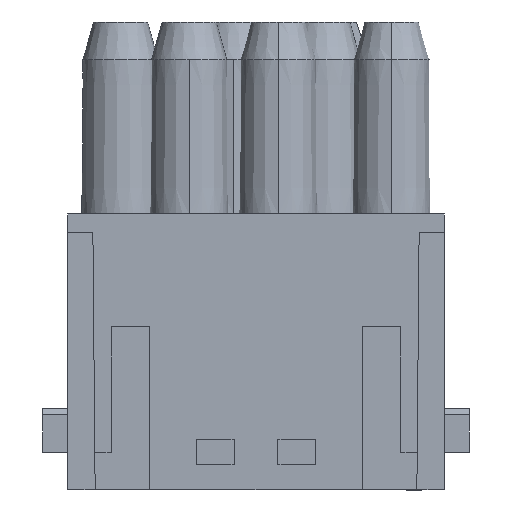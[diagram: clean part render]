
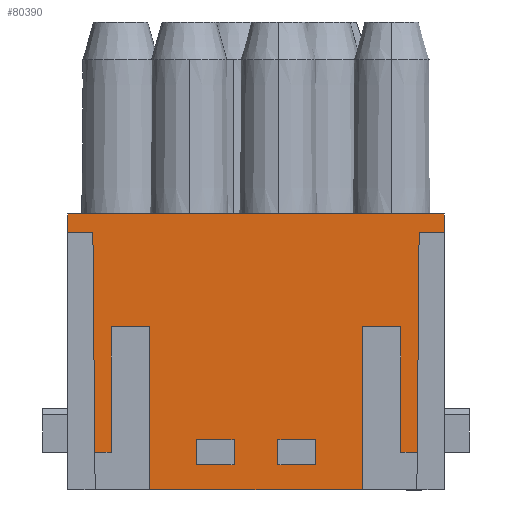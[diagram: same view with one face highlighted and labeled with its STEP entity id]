
A CAD part, left-side view. The second image highlights one B-rep face of the part: STEP entity #80390.
In plain terms, the highlighted face is planar.
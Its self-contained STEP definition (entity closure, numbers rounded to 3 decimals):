
#1520=CARTESIAN_POINT('',(56.038,33.557,
-8.55));
#1530=VERTEX_POINT('',#1520);
#1700=CARTESIAN_POINT('',(56.038,33.557,
-5.45));
#1710=VERTEX_POINT('',#1700);
#1740=CARTESIAN_POINT('',(56.038,33.557,0.));
#1750=DIRECTION('',(0.,0.,1.));
#1760=VECTOR('',#1750,1.);
#1770=LINE('',#1740,#1760);
#1780=EDGE_CURVE('',#1530,#1710,#1770,.T.);
#3820=CARTESIAN_POINT('',(56.038,42.557,-2.))
;
#3830=VERTEX_POINT('',#3820);
#3860=CARTESIAN_POINT('',(56.038,0.,-2.));
#3870=DIRECTION('',(0.,-1.,0.));
#3880=VECTOR('',#3870,1.);
#3890=LINE('',#3860,#3880);
#3900=CARTESIAN_POINT('',(56.038,41.057,-2.))
;
#3910=VERTEX_POINT('',#3900);
#3920=EDGE_CURVE('',#3830,#3910,#3890,.T.);
#12050=CARTESIAN_POINT('',(56.038,23.557,-5.45)
);
#12060=VERTEX_POINT('',#12050);
#12090=CARTESIAN_POINT('',(56.038,0.,-5.45));
#12100=DIRECTION('',(0.,1.,0.));
#12110=VECTOR('',#12100,1.);
#12120=LINE('',#12090,#12110);
#12130=EDGE_CURVE('',#12060,#1710,#12120,.T.);
#13020=CARTESIAN_POINT('',(56.038,41.057,-32.));
#13030=VERTEX_POINT('',#13020);
#13060=CARTESIAN_POINT('',(56.038,0.,-32.));
#13070=DIRECTION('',(0.,1.,0.));
#13080=VECTOR('',#13070,1.);
#13090=LINE('',#13060,#13080);
#13100=CARTESIAN_POINT('',(56.038,42.557,-32.));
#13110=VERTEX_POINT('',#13100);
#13120=EDGE_CURVE('',#13030,#13110,#13090,.T.);
#19860=CARTESIAN_POINT('',(56.038,23.557,-4.153))
;
#19870=VERTEX_POINT('',#19860);
#20180=CARTESIAN_POINT('',(56.038,41.057,-4.)
);
#20190=VERTEX_POINT('',#20180);
#20220=CARTESIAN_POINT('',(56.038,0.,-4.358));
#20230=DIRECTION('',(0.,1.,0.009));
#20240=VECTOR('',#20230,1.);
#20250=LINE('',#20220,#20240);
#20260=EDGE_CURVE('',#19870,#20190,#20250,.T.);
#23500=CARTESIAN_POINT('',(56.038,41.057,0.));
#23510=DIRECTION('',(0.,0.,-1.));
#23520=VECTOR('',#23510,1.);
#23530=LINE('',#23500,#23520);
#23540=EDGE_CURVE('',#3910,#20190,#23530,.T.);
#33300=CARTESIAN_POINT('',(56.038,22.557,-12.25));
#33310=VERTEX_POINT('',#33300);
#33340=CARTESIAN_POINT('',(56.038,0.,-12.25));
#33350=DIRECTION('',(0.,1.,0.));
#33360=VECTOR('',#33350,1.);
#33370=LINE('',#33340,#33360);
#33380=CARTESIAN_POINT('',(56.038,24.557,-12.25));
#33390=VERTEX_POINT('',#33380);
#33400=EDGE_CURVE('',#33310,#33390,#33370,.T.);
#54770=CARTESIAN_POINT('',(56.038,42.557,0.));
#54780=DIRECTION('',(0.,0.,1.));
#54790=VECTOR('',#54780,1.);
#54800=LINE('',#54770,#54790);
#54810=EDGE_CURVE('',#13110,#3830,#54800,.T.);
#56780=CARTESIAN_POINT('',(56.038,24.557,-15.25));
#56790=VERTEX_POINT('',#56780);
#56820=CARTESIAN_POINT('',(56.038,0.,-15.25));
#56830=DIRECTION('',(0.,-1.,0.));
#56840=VECTOR('',#56830,1.);
#56850=LINE('',#56820,#56840);
#56860=CARTESIAN_POINT('',(56.038,22.557,-15.25));
#56870=VERTEX_POINT('',#56860);
#56880=EDGE_CURVE('',#56790,#56870,#56850,.T.);
#63770=CARTESIAN_POINT('',(56.038,23.557,0.));
#63780=DIRECTION('',(0.,0.,1.));
#63790=VECTOR('',#63780,1.);
#63800=LINE('',#63770,#63790);
#63810=EDGE_CURVE('',#12060,#19870,#63800,.T.);
#65420=CARTESIAN_POINT('',(56.038,20.557,-25.45));
#65430=VERTEX_POINT('',#65420);
#65480=CARTESIAN_POINT('',(56.038,0.,-25.45));
#65490=DIRECTION('',(0.,1.,0.));
#65500=VECTOR('',#65490,1.);
#65510=LINE('',#65480,#65500);
#65520=CARTESIAN_POINT('',(56.038,33.557,-25.45));
#65530=VERTEX_POINT('',#65520);
#65540=EDGE_CURVE('',#65430,#65530,#65510,.T.);
#71900=CARTESIAN_POINT('',(56.038,22.557,0.));
#71910=DIRECTION('',(0.,0.,1.));
#71920=VECTOR('',#71910,1.);
#71930=LINE('',#71900,#71920);
#71940=EDGE_CURVE('',#56870,#33310,#71930,.T.);
#72440=CARTESIAN_POINT('',(56.038,41.057,-30.));
#72450=VERTEX_POINT('',#72440);
#72480=EDGE_CURVE('',#72450,#13030,#23530,.T.);
#72970=CARTESIAN_POINT('',(56.038,33.557,-28.55));
#72980=VERTEX_POINT('',#72970);
#73010=CARTESIAN_POINT('',(56.038,0.,-28.55));
#73020=DIRECTION('',(0.,-1.,0.));
#73030=VECTOR('',#73020,1.);
#73040=LINE('',#73010,#73030);
#73050=CARTESIAN_POINT('',(56.038,23.557,-28.55));
#73060=VERTEX_POINT('',#73050);
#73070=EDGE_CURVE('',#72980,#73060,#73040,.T.);
#74710=CARTESIAN_POINT('',(56.038,20.557,-8.55)
);
#74720=VERTEX_POINT('',#74710);
#74750=CARTESIAN_POINT('',(56.038,20.557,0.));
#74760=DIRECTION('',(0.,0.,1.));
#74770=VECTOR('',#74760,1.);
#74780=LINE('',#74750,#74770);
#74790=EDGE_CURVE('',#65430,#74720,#74780,.T.);
#75320=EDGE_CURVE('',#72980,#65530,#1770,.T.);
#79020=CARTESIAN_POINT('',(56.038,24.557,0.));
#79030=DIRECTION('',(0.,0.,-1.));
#79040=VECTOR('',#79030,1.);
#79050=LINE('',#79020,#79040);
#79060=EDGE_CURVE('',#33390,#56790,#79050,.T.);
#79300=CARTESIAN_POINT('',(56.038,22.557,-18.75));
#79310=VERTEX_POINT('',#79300);
#79340=CARTESIAN_POINT('',(56.038,0.,-18.75));
#79350=DIRECTION('',(0.,1.,0.));
#79360=VECTOR('',#79350,1.);
#79370=LINE('',#79340,#79360);
#79380=CARTESIAN_POINT('',(56.038,24.557,-18.75));
#79390=VERTEX_POINT('',#79380);
#79400=EDGE_CURVE('',#79310,#79390,#79370,.T.);
#79680=CARTESIAN_POINT('',(56.038,23.557,0.));
#79690=DIRECTION('',(1.,0.,0.));
#79700=DIRECTION('',(0.,0.,-1.));
#79710=AXIS2_PLACEMENT_3D('',#79680,#79690,#79700);
#79720=PLANE('',#79710);
#79730=ORIENTED_EDGE('',*,*,#79060,.T.);
#79740=ORIENTED_EDGE('',*,*,#33400,.T.);
#79750=ORIENTED_EDGE('',*,*,#71940,.T.);
#79760=ORIENTED_EDGE('',*,*,#56880,.T.);
#79770=EDGE_LOOP('',(#79760,#79750,#79740,#79730));
#79780=FACE_BOUND('',#79770,.T.);
#79790=ORIENTED_EDGE('',*,*,#79400,.T.);
#79800=CARTESIAN_POINT('',(56.038,22.557,0.));
#79810=DIRECTION('',(0.,0.,1.));
#79820=VECTOR('',#79810,1.);
#79830=LINE('',#79800,#79820);
#79840=CARTESIAN_POINT('',(56.038,22.557,-21.75));
#79850=VERTEX_POINT('',#79840);
#79860=EDGE_CURVE('',#79850,#79310,#79830,.T.);
#79870=ORIENTED_EDGE('',*,*,#79860,.T.);
#79880=CARTESIAN_POINT('',(56.038,0.,-21.75));
#79890=DIRECTION('',(0.,-1.,0.));
#79900=VECTOR('',#79890,1.);
#79910=LINE('',#79880,#79900);
#79920=CARTESIAN_POINT('',(56.038,24.557,-21.75));
#79930=VERTEX_POINT('',#79920);
#79940=EDGE_CURVE('',#79930,#79850,#79910,.T.);
#79950=ORIENTED_EDGE('',*,*,#79940,.T.);
#79960=CARTESIAN_POINT('',(56.038,24.557,0.));
#79970=DIRECTION('',(0.,0.,-1.));
#79980=VECTOR('',#79970,1.);
#79990=LINE('',#79960,#79980);
#80000=EDGE_CURVE('',#79390,#79930,#79990,.T.);
#80010=ORIENTED_EDGE('',*,*,#80000,.T.);
#80020=EDGE_LOOP('',(#80010,#79950,#79870,#79790));
#80030=FACE_BOUND('',#80020,.T.);
#80040=ORIENTED_EDGE('',*,*,#74790,.F.);
#80050=CARTESIAN_POINT('',(56.038,0.,-8.55));
#80060=DIRECTION('',(0.,-1.,0.));
#80070=VECTOR('',#80060,1.);
#80080=LINE('',#80050,#80070);
#80090=EDGE_CURVE('',#1530,#74720,#80080,.T.);
#80100=ORIENTED_EDGE('',*,*,#80090,.T.);
#80110=ORIENTED_EDGE('',*,*,#1780,.F.);
#80120=ORIENTED_EDGE('',*,*,#12130,.T.);
#80130=ORIENTED_EDGE('',*,*,#63810,.F.);
#80140=ORIENTED_EDGE('',*,*,#20260,.F.);
#80150=ORIENTED_EDGE('',*,*,#23540,.T.);
#80160=ORIENTED_EDGE('',*,*,#3920,.T.);
#80170=ORIENTED_EDGE('',*,*,#54810,.T.);
#80180=ORIENTED_EDGE('',*,*,#13120,.T.);
#80190=ORIENTED_EDGE('',*,*,#72480,.T.);
#80200=CARTESIAN_POINT('',(56.038,0.,-29.642));
#80210=DIRECTION('',(0.,-1.,0.009));
#80220=VECTOR('',#80210,1.);
#80230=LINE('',#80200,#80220);
#80240=CARTESIAN_POINT('',(56.038,23.557,-29.847)
);
#80250=VERTEX_POINT('',#80240);
#80260=EDGE_CURVE('',#72450,#80250,#80230,.T.);
#80270=ORIENTED_EDGE('',*,*,#80260,.F.);
#80280=CARTESIAN_POINT('',(56.038,23.557,0.));
#80290=DIRECTION('',(0.,0.,-1.));
#80300=VECTOR('',#80290,1.);
#80310=LINE('',#80280,#80300);
#80320=EDGE_CURVE('',#73060,#80250,#80310,.T.);
#80330=ORIENTED_EDGE('',*,*,#80320,.T.);
#80340=ORIENTED_EDGE('',*,*,#73070,.T.);
#80350=ORIENTED_EDGE('',*,*,#75320,.F.);
#80360=ORIENTED_EDGE('',*,*,#65540,.T.);
#80370=EDGE_LOOP('',(#80360,#80350,#80340,#80330,#80270,#80190,#80180,
#80170,#80160,#80150,#80140,#80130,#80120,#80110,#80100,#80040));
#80380=FACE_OUTER_BOUND('',#80370,.T.);
#80390=ADVANCED_FACE('',(#79780,#80030,#80380),#79720,.T.);
